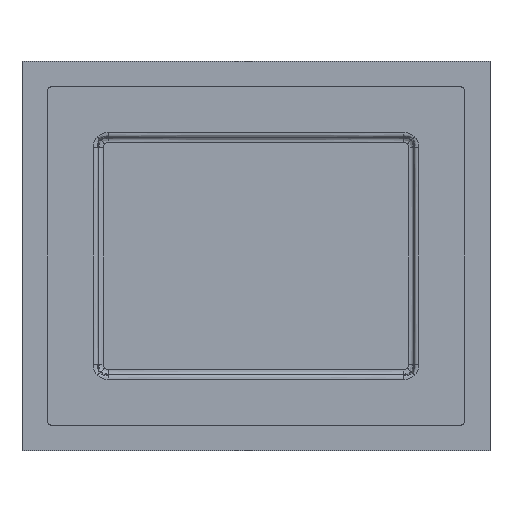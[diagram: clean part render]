
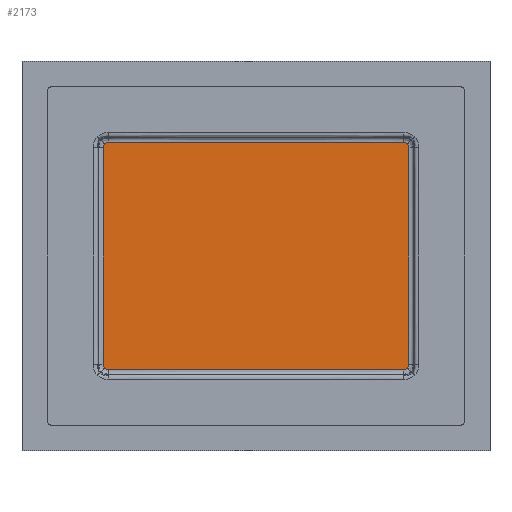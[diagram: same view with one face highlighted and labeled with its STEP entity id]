
A CAD part, left-side view. The second image highlights one B-rep face of the part: STEP entity #2173.
In plain terms, the highlighted planar face has unit normal (-1, 0, 0).
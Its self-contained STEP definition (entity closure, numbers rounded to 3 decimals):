
#47=PLANE('',#2267);
#183=FACE_OUTER_BOUND('',#320,.T.);
#320=EDGE_LOOP('',(#1843,#1844,#1845,#1846,#1847,#1848,#1849,#1850,#1851,
#1852,#1853,#1854));
#342=CIRCLE('',#2208,0.5);
#343=CIRCLE('',#2209,0.5);
#351=CIRCLE('',#2217,0.5);
#361=CIRCLE('',#2227,0.5);
#366=CIRCLE('',#2232,0.5);
#387=CIRCLE('',#2258,0.5);
#388=CIRCLE('',#2259,0.5);
#390=CIRCLE('',#2261,0.5);
#655=B_SPLINE_CURVE_WITH_KNOTS('',3,(#9581,#9582,#9583,#9584),
 .UNSPECIFIED.,.F.,.F.,(4,4),(0.1,3.011),
 .UNSPECIFIED.);
#657=B_SPLINE_CURVE_WITH_KNOTS('',3,(#9617,#9618,#9619,#9620),
 .UNSPECIFIED.,.F.,.F.,(4,4),(0.1,2.236),
 .UNSPECIFIED.);
#662=B_SPLINE_CURVE_WITH_KNOTS('',3,(#9721,#9722,#9723,#9724),
 .UNSPECIFIED.,.F.,.F.,(4,4),(0.1,3.011),
 .UNSPECIFIED.);
#666=B_SPLINE_CURVE_WITH_KNOTS('',3,(#9793,#9794,#9795,#9796),
 .UNSPECIFIED.,.F.,.F.,(4,4),(0.1,2.236),
 .UNSPECIFIED.);
#695=VERTEX_POINT('',#3067);
#696=VERTEX_POINT('',#3073);
#697=VERTEX_POINT('',#3117);
#717=VERTEX_POINT('',#3537);
#718=VERTEX_POINT('',#3544);
#741=VERTEX_POINT('',#4062);
#742=VERTEX_POINT('',#4069);
#753=VERTEX_POINT('',#4323);
#754=VERTEX_POINT('',#4330);
#867=VERTEX_POINT('',#9069);
#868=VERTEX_POINT('',#9112);
#870=VERTEX_POINT('',#9199);
#920=EDGE_CURVE('',#696,#695,#342,.T.);
#922=EDGE_CURVE('',#697,#696,#343,.T.);
#949=EDGE_CURVE('',#718,#717,#351,.T.);
#981=EDGE_CURVE('',#742,#741,#361,.T.);
#997=EDGE_CURVE('',#754,#753,#366,.T.);
#1184=EDGE_CURVE('',#753,#867,#387,.T.);
#1186=EDGE_CURVE('',#741,#868,#388,.T.);
#1190=EDGE_CURVE('',#717,#870,#390,.T.);
#1207=EDGE_CURVE('',#868,#697,#655,.T.);
#1209=EDGE_CURVE('',#695,#718,#657,.T.);
#1214=EDGE_CURVE('',#870,#754,#662,.T.);
#1218=EDGE_CURVE('',#867,#742,#666,.T.);
#1843=ORIENTED_EDGE('',*,*,#922,.T.);
#1844=ORIENTED_EDGE('',*,*,#920,.T.);
#1845=ORIENTED_EDGE('',*,*,#1209,.T.);
#1846=ORIENTED_EDGE('',*,*,#949,.T.);
#1847=ORIENTED_EDGE('',*,*,#1190,.T.);
#1848=ORIENTED_EDGE('',*,*,#1214,.T.);
#1849=ORIENTED_EDGE('',*,*,#997,.T.);
#1850=ORIENTED_EDGE('',*,*,#1184,.T.);
#1851=ORIENTED_EDGE('',*,*,#1218,.T.);
#1852=ORIENTED_EDGE('',*,*,#981,.T.);
#1853=ORIENTED_EDGE('',*,*,#1186,.T.);
#1854=ORIENTED_EDGE('',*,*,#1207,.T.);
#2173=ADVANCED_FACE('',(#183),#47,.F.);
#2208=AXIS2_PLACEMENT_3D('',#3074,#2301,#2302);
#2209=AXIS2_PLACEMENT_3D('',#3118,#2303,#2304);
#2217=AXIS2_PLACEMENT_3D('',#3545,#2319,#2320);
#2227=AXIS2_PLACEMENT_3D('',#4070,#2339,#2340);
#2232=AXIS2_PLACEMENT_3D('',#4331,#2349,#2350);
#2258=AXIS2_PLACEMENT_3D('',#9075,#2401,#2402);
#2259=AXIS2_PLACEMENT_3D('',#9118,#2403,#2404);
#2261=AXIS2_PLACEMENT_3D('',#9205,#2407,#2408);
#2267=AXIS2_PLACEMENT_3D('',#9798,#2419,#2420);
#2301=DIRECTION('center_axis',(-1.,0.,0.));
#2302=DIRECTION('ref_axis',(0.,-0.707,-0.707));
#2303=DIRECTION('center_axis',(-1.,0.,0.));
#2304=DIRECTION('ref_axis',(0.,-0.707,-0.707));
#2319=DIRECTION('center_axis',(-1.,0.,0.));
#2320=DIRECTION('ref_axis',(0.,-0.707,0.707));
#2339=DIRECTION('center_axis',(-1.,0.,0.));
#2340=DIRECTION('ref_axis',(0.,0.707,-0.707));
#2349=DIRECTION('center_axis',(-1.,0.,0.));
#2350=DIRECTION('ref_axis',(0.,0.707,0.707));
#2401=DIRECTION('center_axis',(-1.,0.,0.));
#2402=DIRECTION('ref_axis',(0.,0.707,0.707));
#2403=DIRECTION('center_axis',(-1.,0.,0.));
#2404=DIRECTION('ref_axis',(0.,0.707,-0.707));
#2407=DIRECTION('center_axis',(-1.,0.,0.));
#2408=DIRECTION('ref_axis',(0.,-0.707,0.707));
#2419=DIRECTION('center_axis',(1.,0.,0.));
#2420=DIRECTION('ref_axis',(0.,0.,-1.));
#3067=CARTESIAN_POINT('',(-63.586,177.257,-8.818));
#3073=CARTESIAN_POINT('',(-63.586,177.403,-9.172));
#3074=CARTESIAN_POINT('Origin',(-63.586,177.757,-8.818));
#3117=CARTESIAN_POINT('',(-63.586,177.757,-9.318));
#3118=CARTESIAN_POINT('Origin',(-63.586,177.757,-8.818));
#3537=CARTESIAN_POINT('',(-63.586,177.403,12.893));
#3544=CARTESIAN_POINT('',(-63.586,177.257,12.54));
#3545=CARTESIAN_POINT('Origin',(-63.586,177.757,12.54));
#4062=CARTESIAN_POINT('',(-63.586,207.22,-9.172));
#4069=CARTESIAN_POINT('',(-63.586,207.367,-8.818));
#4070=CARTESIAN_POINT('Origin',(-63.586,206.867,-8.818));
#4323=CARTESIAN_POINT('',(-63.586,207.22,12.893));
#4330=CARTESIAN_POINT('',(-63.586,206.867,13.04));
#4331=CARTESIAN_POINT('Origin',(-63.586,206.867,12.54));
#9069=CARTESIAN_POINT('',(-63.586,207.367,12.54));
#9075=CARTESIAN_POINT('Origin',(-63.586,206.867,12.54));
#9112=CARTESIAN_POINT('',(-63.586,206.867,-9.318));
#9118=CARTESIAN_POINT('Origin',(-63.586,206.867,-8.818));
#9199=CARTESIAN_POINT('',(-63.586,177.757,13.04));
#9205=CARTESIAN_POINT('Origin',(-63.586,177.757,12.54));
#9581=CARTESIAN_POINT('Ctrl Pts',(-63.586,206.867,-9.318));
#9582=CARTESIAN_POINT('Ctrl Pts',(-63.586,197.163,-9.318));
#9583=CARTESIAN_POINT('Ctrl Pts',(-63.586,187.46,-9.318));
#9584=CARTESIAN_POINT('Ctrl Pts',(-63.586,177.757,-9.318));
#9617=CARTESIAN_POINT('Ctrl Pts',(-63.586,177.257,-8.818));
#9618=CARTESIAN_POINT('Ctrl Pts',(-63.586,177.257,-1.699));
#9619=CARTESIAN_POINT('Ctrl Pts',(-63.586,177.257,5.421));
#9620=CARTESIAN_POINT('Ctrl Pts',(-63.586,177.257,12.54));
#9721=CARTESIAN_POINT('Ctrl Pts',(-63.586,177.757,13.04));
#9722=CARTESIAN_POINT('Ctrl Pts',(-63.586,187.46,13.04));
#9723=CARTESIAN_POINT('Ctrl Pts',(-63.586,197.163,13.04));
#9724=CARTESIAN_POINT('Ctrl Pts',(-63.586,206.867,13.04));
#9793=CARTESIAN_POINT('Ctrl Pts',(-63.586,207.367,12.54));
#9794=CARTESIAN_POINT('Ctrl Pts',(-63.586,207.367,5.421));
#9795=CARTESIAN_POINT('Ctrl Pts',(-63.586,207.367,-1.699));
#9796=CARTESIAN_POINT('Ctrl Pts',(-63.586,207.367,-8.818));
#9798=CARTESIAN_POINT('Origin',(-63.586,192.312,1.861));
